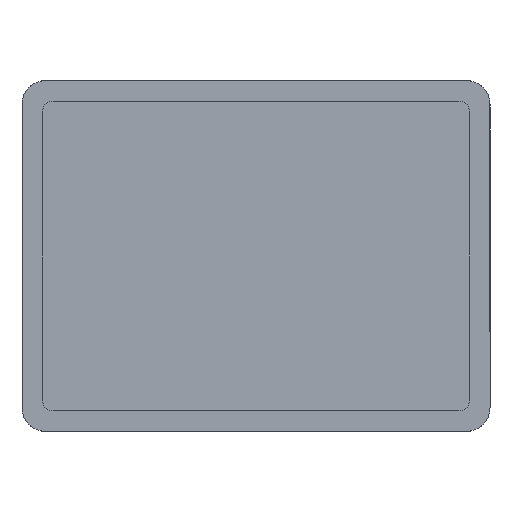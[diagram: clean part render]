
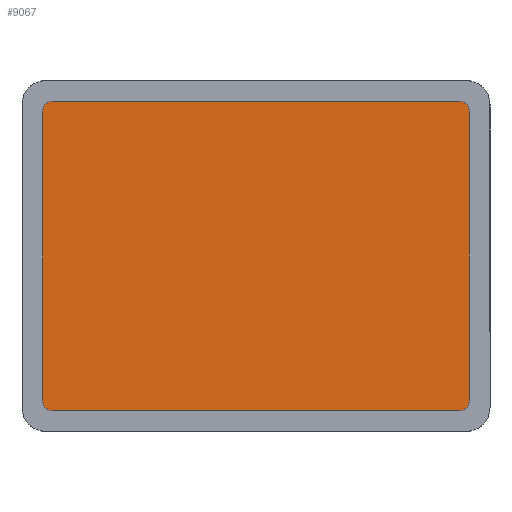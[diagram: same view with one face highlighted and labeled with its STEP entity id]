
A CAD part, front view. The second image highlights one B-rep face of the part: STEP entity #9067.
In plain terms, the highlighted planar face has unit normal (0, -1, 0).
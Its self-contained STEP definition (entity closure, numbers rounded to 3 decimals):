
#24 = DIRECTION ( 'NONE',  ( 0., 0., 1. ) ) ;
#57 = VERTEX_POINT ( 'NONE', #13517 ) ;
#287 = EDGE_CURVE ( 'NONE', #12167, #57, #16108, .T. ) ;
#292 = PLANE ( 'NONE',  #12008 ) ;
#791 = CARTESIAN_POINT ( 'NONE',  ( -173., 0., -132. ) ) ;
#811 = DIRECTION ( 'NONE',  ( 0., 1., 0. ) ) ;
#868 = EDGE_CURVE ( 'NONE', #2750, #10092, #4050, .T. ) ;
#1339 = CARTESIAN_POINT ( 'NONE',  ( -182., 0., -123. ) ) ;
#1404 = DIRECTION ( 'NONE',  ( 0., 1., 0. ) ) ;
#2134 = DIRECTION ( 'NONE',  ( 0., 1., 0. ) ) ;
#2248 = CARTESIAN_POINT ( 'NONE',  ( -173., 0., 123. ) ) ;
#2374 = VERTEX_POINT ( 'NONE', #11626 ) ;
#2750 = VERTEX_POINT ( 'NONE', #13206 ) ;
#3105 = DIRECTION ( 'NONE',  ( 0., 1., 0. ) ) ;
#3344 = VECTOR ( 'NONE', #9329, 1000. ) ;
#3494 = CARTESIAN_POINT ( 'NONE',  ( 173., 0., 132. ) ) ;
#3600 = CARTESIAN_POINT ( 'NONE',  ( -173., 0., 132. ) ) ;
#3607 = DIRECTION ( 'NONE',  ( 0., 0., 1. ) ) ;
#3799 = VECTOR ( 'NONE', #7951, 1000. ) ;
#3859 = ORIENTED_EDGE ( 'NONE', *, *, #4821, .F. ) ;
#4031 = AXIS2_PLACEMENT_3D ( 'NONE', #5830, #3105, #24 ) ;
#4050 = LINE ( 'NONE', #791, #12403 ) ;
#4092 = CARTESIAN_POINT ( 'NONE',  ( -173., 0., -132. ) ) ;
#4116 = CARTESIAN_POINT ( 'NONE',  ( -173., 0., -123. ) ) ;
#4560 = VERTEX_POINT ( 'NONE', #3494 ) ;
#4591 = DIRECTION ( 'NONE',  ( 0., 0., 1. ) ) ;
#4636 = CIRCLE ( 'NONE', #4031, 9. ) ;
#4817 = AXIS2_PLACEMENT_3D ( 'NONE', #2248, #6558, #9561 ) ;
#4821 = EDGE_CURVE ( 'NONE', #18309, #2750, #4636, .T. ) ;
#5010 = LINE ( 'NONE', #3600, #3344 ) ;
#5710 = DIRECTION ( 'NONE',  ( 0., 0., 1. ) ) ;
#5830 = CARTESIAN_POINT ( 'NONE',  ( 173., 0., -123. ) ) ;
#5960 = ORIENTED_EDGE ( 'NONE', *, *, #868, .F. ) ;
#6221 = CARTESIAN_POINT ( 'NONE',  ( -173., 0., 132. ) ) ;
#6248 = CARTESIAN_POINT ( 'NONE',  ( -182., 0., 123. ) ) ;
#6558 = DIRECTION ( 'NONE',  ( 0., 1., 0. ) ) ;
#7570 = ORIENTED_EDGE ( 'NONE', *, *, #16155, .F. ) ;
#7828 = CARTESIAN_POINT ( 'NONE',  ( 173., 0., 123. ) ) ;
#7846 = FACE_OUTER_BOUND ( 'NONE', #17537, .T. ) ;
#7951 = DIRECTION ( 'NONE',  ( 0., 0., -1. ) ) ;
#8133 = CARTESIAN_POINT ( 'NONE',  ( 182., 0., 123. ) ) ;
#8823 = ORIENTED_EDGE ( 'NONE', *, *, #14628, .F. ) ;
#9067 = ADVANCED_FACE ( 'NONE', ( #7846 ), #292, .F. ) ;
#9329 = DIRECTION ( 'NONE',  ( 1., 0., 0. ) ) ;
#9561 = DIRECTION ( 'NONE',  ( 0., 0., 1. ) ) ;
#9685 = EDGE_CURVE ( 'NONE', #57, #11867, #13806, .T. ) ;
#10092 = VERTEX_POINT ( 'NONE', #4092 ) ;
#10395 = EDGE_CURVE ( 'NONE', #11867, #4560, #5010, .T. ) ;
#10417 = CARTESIAN_POINT ( 'NONE',  ( -173., 0., -123. ) ) ;
#10945 = CIRCLE ( 'NONE', #16946, 9. ) ;
#10969 = CIRCLE ( 'NONE', #15172, 9. ) ;
#11216 = VECTOR ( 'NONE', #3607, 1000. ) ;
#11626 = CARTESIAN_POINT ( 'NONE',  ( 182., 0., 123. ) ) ;
#11867 = VERTEX_POINT ( 'NONE', #6221 ) ;
#12008 = AXIS2_PLACEMENT_3D ( 'NONE', #10417, #2134, #4591 ) ;
#12167 = VERTEX_POINT ( 'NONE', #1339 ) ;
#12403 = VECTOR ( 'NONE', #18244, 1000. ) ;
#13116 = ORIENTED_EDGE ( 'NONE', *, *, #287, .F. ) ;
#13206 = CARTESIAN_POINT ( 'NONE',  ( 173., 0., -132. ) ) ;
#13517 = CARTESIAN_POINT ( 'NONE',  ( -182., 0., 123. ) ) ;
#13806 = CIRCLE ( 'NONE', #4817, 9. ) ;
#14441 = ORIENTED_EDGE ( 'NONE', *, *, #15304, .F. ) ;
#14628 = EDGE_CURVE ( 'NONE', #10092, #12167, #10945, .T. ) ;
#15172 = AXIS2_PLACEMENT_3D ( 'NONE', #7828, #811, #16476 ) ;
#15304 = EDGE_CURVE ( 'NONE', #4560, #2374, #10969, .T. ) ;
#16108 = LINE ( 'NONE', #6248, #11216 ) ;
#16155 = EDGE_CURVE ( 'NONE', #2374, #18309, #17726, .T. ) ;
#16235 = ORIENTED_EDGE ( 'NONE', *, *, #10395, .F. ) ;
#16476 = DIRECTION ( 'NONE',  ( 0., 0., 1. ) ) ;
#16627 = CARTESIAN_POINT ( 'NONE',  ( 182., 0., -123. ) ) ;
#16946 = AXIS2_PLACEMENT_3D ( 'NONE', #4116, #1404, #5710 ) ;
#17517 = ORIENTED_EDGE ( 'NONE', *, *, #9685, .F. ) ;
#17537 = EDGE_LOOP ( 'NONE', ( #8823, #5960, #3859, #7570, #14441, #16235, #17517, #13116 ) ) ;
#17726 = LINE ( 'NONE', #8133, #3799 ) ;
#18244 = DIRECTION ( 'NONE',  ( -1., 0., 0. ) ) ;
#18309 = VERTEX_POINT ( 'NONE', #16627 ) ;
